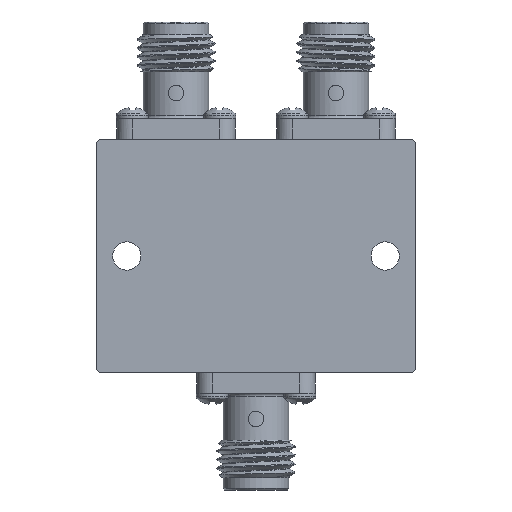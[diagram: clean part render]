
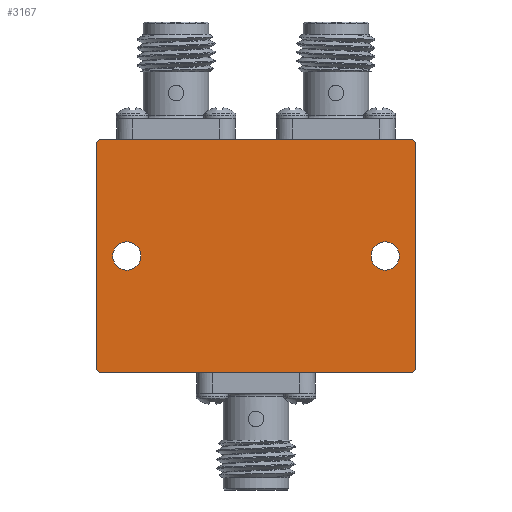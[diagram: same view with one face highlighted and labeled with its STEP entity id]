
A CAD part, front view. The second image highlights one B-rep face of the part: STEP entity #3167.
In plain terms, the highlighted planar face has unit normal (0, -1, 0).
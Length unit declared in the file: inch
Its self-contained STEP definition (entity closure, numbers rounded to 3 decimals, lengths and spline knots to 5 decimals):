
#150 = ORIENTED_EDGE ( 'NONE', *, *, #27172, .T. ) ;
#419 = VECTOR ( 'NONE', #27129, 39.37008 ) ;
#690 = ORIENTED_EDGE ( 'NONE', *, *, #25235, .T. ) ;
#972 = DIRECTION ( 'NONE',  ( 0., 0., 1. ) ) ;
#1851 = DIRECTION ( 'NONE',  ( 0., 0., 1. ) ) ;
#2515 = DIRECTION ( 'NONE',  ( 0., -1., 0. ) ) ;
#2562 = AXIS2_PLACEMENT_3D ( 'NONE', #22468, #8164, #3269 ) ;
#3167 = ADVANCED_FACE ( 'NONE', ( #8725, #10960, #18459 ), #7002, .T. ) ;
#3269 = DIRECTION ( 'NONE',  ( 0., 0., -1. ) ) ;
#3364 = EDGE_CURVE ( 'NONE', #30145, #18368, #9465, .T. ) ;
#3771 = CARTESIAN_POINT ( 'NONE',  ( -0.51181, -0.19685, 0.37402 ) ) ;
#3907 = VERTEX_POINT ( 'NONE', #26854 ) ;
#4129 = EDGE_LOOP ( 'NONE', ( #690 ) ) ;
#4210 = CARTESIAN_POINT ( 'NONE',  ( 0.51181, -0.19685, 0.35402 ) ) ;
#4488 = ORIENTED_EDGE ( 'NONE', *, *, #5343, .F. ) ;
#4806 = VERTEX_POINT ( 'NONE', #24754 ) ;
#5343 = EDGE_CURVE ( 'NONE', #24004, #24546, #6787, .T. ) ;
#5693 = CARTESIAN_POINT ( 'NONE',  ( -0.49181, -0.19685, -0.37402 ) ) ;
#5828 = CARTESIAN_POINT ( 'NONE',  ( 0.51181, -0.19685, -0.35402 ) ) ;
#6116 = VERTEX_POINT ( 'NONE', #7405 ) ;
#6125 = EDGE_LOOP ( 'NONE', ( #11485, #12009, #29452, #19458, #4488, #15848, #10468, #150 ) ) ;
#6376 = VERTEX_POINT ( 'NONE', #30089 ) ;
#6391 = AXIS2_PLACEMENT_3D ( 'NONE', #14051, #28114, #21437 ) ;
#6718 = EDGE_CURVE ( 'NONE', #24004, #4806, #15340, .T. ) ;
#6787 = LINE ( 'NONE', #27205, #15400 ) ;
#6908 = CARTESIAN_POINT ( 'NONE',  ( 0.41339, -0.19685, 0.04528 ) ) ;
#6993 = EDGE_CURVE ( 'NONE', #3907, #18027, #19435, .T. ) ;
#7002 = PLANE ( 'NONE',  #29123 ) ;
#7405 = CARTESIAN_POINT ( 'NONE',  ( -0.41339, -0.19685, 0.04528 ) ) ;
#8164 = DIRECTION ( 'NONE',  ( 0., -1., 0. ) ) ;
#8253 = DIRECTION ( 'NONE',  ( 0., 1., 0. ) ) ;
#8590 = DIRECTION ( 'NONE',  ( -1., 0., 0. ) ) ;
#8725 = FACE_BOUND ( 'NONE', #4129, .T. ) ;
#9347 = LINE ( 'NONE', #3771, #419 ) ;
#9401 = EDGE_CURVE ( 'NONE', #3907, #18368, #19378, .T. ) ;
#9465 = LINE ( 'NONE', #18530, #14346 ) ;
#9724 = CIRCLE ( 'NONE', #26940, 0.04528 ) ;
#10019 = CARTESIAN_POINT ( 'NONE',  ( 0.49181, -0.19685, 0.35402 ) ) ;
#10288 = ORIENTED_EDGE ( 'NONE', *, *, #14616, .T. ) ;
#10468 = ORIENTED_EDGE ( 'NONE', *, *, #25572, .F. ) ;
#10631 = CIRCLE ( 'NONE', #17403, 0.04528 ) ;
#10960 = FACE_BOUND ( 'NONE', #28443, .T. ) ;
#11380 = AXIS2_PLACEMENT_3D ( 'NONE', #10019, #15163, #17342 ) ;
#11485 = ORIENTED_EDGE ( 'NONE', *, *, #6993, .F. ) ;
#11535 = CARTESIAN_POINT ( 'NONE',  ( -0.41339, -0.19685, 0. ) ) ;
#12009 = ORIENTED_EDGE ( 'NONE', *, *, #9401, .T. ) ;
#12036 = CARTESIAN_POINT ( 'NONE',  ( -0.49181, -0.19685, -0.35402 ) ) ;
#12868 = CARTESIAN_POINT ( 'NONE',  ( 0.41339, -0.19685, 0. ) ) ;
#14051 = CARTESIAN_POINT ( 'NONE',  ( -0.49181, -0.19685, 0.35402 ) ) ;
#14346 = VECTOR ( 'NONE', #8590, 39.37008 ) ;
#14616 = EDGE_CURVE ( 'NONE', #23697, #23697, #10631, .T. ) ;
#15163 = DIRECTION ( 'NONE',  ( 0., -1., 0. ) ) ;
#15340 = CIRCLE ( 'NONE', #11380, 0.02 ) ;
#15400 = VECTOR ( 'NONE', #29430, 39.37008 ) ;
#15848 = ORIENTED_EDGE ( 'NONE', *, *, #6718, .T. ) ;
#17119 = CARTESIAN_POINT ( 'NONE',  ( -0.51181, -0.19685, 0.35402 ) ) ;
#17342 = DIRECTION ( 'NONE',  ( 0., 0., -1. ) ) ;
#17403 = AXIS2_PLACEMENT_3D ( 'NONE', #12868, #8253, #972 ) ;
#18027 = VERTEX_POINT ( 'NONE', #17119 ) ;
#18160 = AXIS2_PLACEMENT_3D ( 'NONE', #12036, #28705, #30912 ) ;
#18368 = VERTEX_POINT ( 'NONE', #5693 ) ;
#18459 = FACE_OUTER_BOUND ( 'NONE', #6125, .T. ) ;
#18530 = CARTESIAN_POINT ( 'NONE',  ( -0.51181, -0.19685, -0.37402 ) ) ;
#19296 = CIRCLE ( 'NONE', #2562, 0.02 ) ;
#19378 = CIRCLE ( 'NONE', #18160, 0.02 ) ;
#19435 = LINE ( 'NONE', #23142, #21676 ) ;
#19458 = ORIENTED_EDGE ( 'NONE', *, *, #23843, .T. ) ;
#21437 = DIRECTION ( 'NONE',  ( 0., 0., -1. ) ) ;
#21676 = VECTOR ( 'NONE', #25534, 39.37008 ) ;
#21694 = CARTESIAN_POINT ( 'NONE',  ( 0.49181, -0.19685, -0.37402 ) ) ;
#22468 = CARTESIAN_POINT ( 'NONE',  ( 0.49181, -0.19685, -0.35402 ) ) ;
#23142 = CARTESIAN_POINT ( 'NONE',  ( -0.51181, -0.19685, 0.37402 ) ) ;
#23697 = VERTEX_POINT ( 'NONE', #6908 ) ;
#23843 = EDGE_CURVE ( 'NONE', #30145, #24546, #19296, .T. ) ;
#24004 = VERTEX_POINT ( 'NONE', #4210 ) ;
#24546 = VERTEX_POINT ( 'NONE', #5828 ) ;
#24754 = CARTESIAN_POINT ( 'NONE',  ( 0.49181, -0.19685, 0.37402 ) ) ;
#25235 = EDGE_CURVE ( 'NONE', #6116, #6116, #9724, .T. ) ;
#25534 = DIRECTION ( 'NONE',  ( 0., 0., 1. ) ) ;
#25572 = EDGE_CURVE ( 'NONE', #6376, #4806, #9347, .T. ) ;
#26293 = DIRECTION ( 'NONE',  ( 0., 0., -1. ) ) ;
#26854 = CARTESIAN_POINT ( 'NONE',  ( -0.51181, -0.19685, -0.35402 ) ) ;
#26940 = AXIS2_PLACEMENT_3D ( 'NONE', #11535, #30637, #1851 ) ;
#27129 = DIRECTION ( 'NONE',  ( 1., 0., 0. ) ) ;
#27172 = EDGE_CURVE ( 'NONE', #6376, #18027, #27973, .T. ) ;
#27205 = CARTESIAN_POINT ( 'NONE',  ( 0.51181, -0.19685, 0.37402 ) ) ;
#27973 = CIRCLE ( 'NONE', #6391, 0.02 ) ;
#28114 = DIRECTION ( 'NONE',  ( 0., -1., 0. ) ) ;
#28405 = CARTESIAN_POINT ( 'NONE',  ( 0., -0.19685, 0. ) ) ;
#28443 = EDGE_LOOP ( 'NONE', ( #10288 ) ) ;
#28705 = DIRECTION ( 'NONE',  ( 0., -1., 0. ) ) ;
#29123 = AXIS2_PLACEMENT_3D ( 'NONE', #28405, #2515, #26293 ) ;
#29430 = DIRECTION ( 'NONE',  ( 0., 0., -1. ) ) ;
#29452 = ORIENTED_EDGE ( 'NONE', *, *, #3364, .F. ) ;
#30089 = CARTESIAN_POINT ( 'NONE',  ( -0.49181, -0.19685, 0.37402 ) ) ;
#30145 = VERTEX_POINT ( 'NONE', #21694 ) ;
#30637 = DIRECTION ( 'NONE',  ( 0., 1., 0. ) ) ;
#30912 = DIRECTION ( 'NONE',  ( 0., 0., -1. ) ) ;
